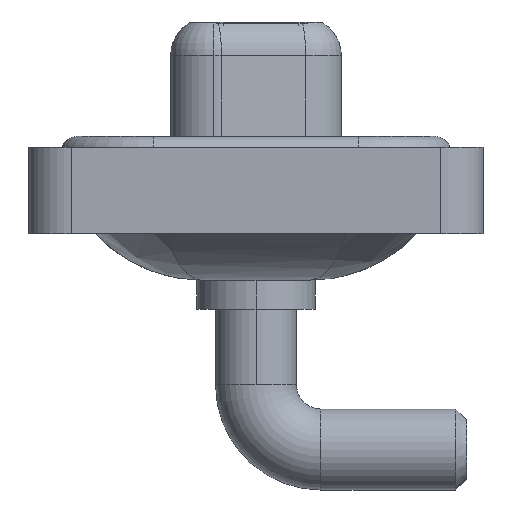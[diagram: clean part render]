
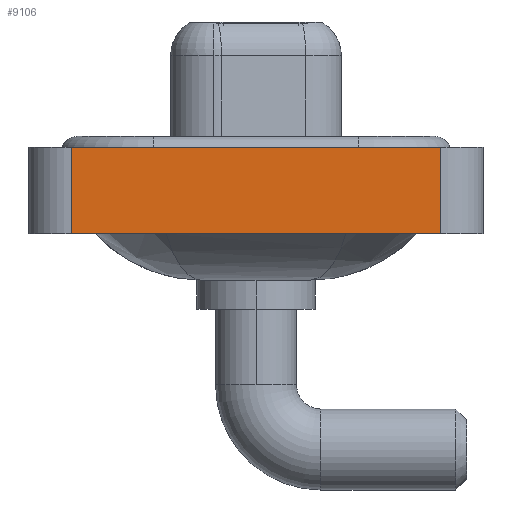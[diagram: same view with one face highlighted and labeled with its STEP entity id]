
A CAD part, left-side view. The second image highlights one B-rep face of the part: STEP entity #9106.
In plain terms, the highlighted planar face has unit normal (-1, 0, 0).
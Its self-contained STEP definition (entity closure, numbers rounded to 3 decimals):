
#137 = EDGE_CURVE ( 'NONE', #1219, #1125, #1001, .T. ) ;
#309 = CARTESIAN_POINT ( 'NONE',  ( -7.25, 8.55, -3.6 ) ) ;
#1001 = LINE ( 'NONE', #2423, #3874 ) ;
#1125 = VERTEX_POINT ( 'NONE', #12095 ) ;
#1219 = VERTEX_POINT ( 'NONE', #309 ) ;
#2250 = EDGE_LOOP ( 'NONE', ( #5690, #6927, #14015, #14835 ) ) ;
#2423 = CARTESIAN_POINT ( 'NONE',  ( -7.25, 8.55, -3.6 ) ) ;
#3352 = CARTESIAN_POINT ( 'NONE',  ( -7.25, -8.55, 0.4 ) ) ;
#3477 = VECTOR ( 'NONE', #6337, 1000. ) ;
#3747 = EDGE_CURVE ( 'NONE', #1125, #8091, #14255, .T. ) ;
#3874 = VECTOR ( 'NONE', #9500, 1000. ) ;
#5252 = EDGE_CURVE ( 'NONE', #1219, #15423, #10618, .T. ) ;
#5690 = ORIENTED_EDGE ( 'NONE', *, *, #9972, .T. ) ;
#6337 = DIRECTION ( 'NONE',  ( 0., 0., 1. ) ) ;
#6464 = PLANE ( 'NONE',  #15144 ) ;
#6927 = ORIENTED_EDGE ( 'NONE', *, *, #3747, .F. ) ;
#7000 = CARTESIAN_POINT ( 'NONE',  ( -7.25, -8.55, -3.6 ) ) ;
#7530 = CARTESIAN_POINT ( 'NONE',  ( -7.25, -8.55, -3.6 ) ) ;
#7885 = DIRECTION ( 'NONE',  ( -1., 0., 0. ) ) ;
#8041 = DIRECTION ( 'NONE',  ( 0., -1., 0. ) ) ;
#8091 = VERTEX_POINT ( 'NONE', #13498 ) ;
#8428 = CARTESIAN_POINT ( 'NONE',  ( -7.25, -8.55, -3.6 ) ) ;
#9106 = ADVANCED_FACE ( 'NONE', ( #12494 ), #6464, .T. ) ;
#9500 = DIRECTION ( 'NONE',  ( 0., 0., 1. ) ) ;
#9972 = EDGE_CURVE ( 'NONE', #15423, #8091, #13825, .T. ) ;
#10154 = VECTOR ( 'NONE', #10694, 1000. ) ;
#10618 = LINE ( 'NONE', #15567, #10154 ) ;
#10694 = DIRECTION ( 'NONE',  ( 0., -1., 0. ) ) ;
#11909 = VECTOR ( 'NONE', #8041, 1000. ) ;
#12095 = CARTESIAN_POINT ( 'NONE',  ( -7.25, 8.55, 0.4 ) ) ;
#12494 = FACE_OUTER_BOUND ( 'NONE', #2250, .T. ) ;
#13498 = CARTESIAN_POINT ( 'NONE',  ( -7.25, -8.55, 0.4 ) ) ;
#13825 = LINE ( 'NONE', #7530, #3477 ) ;
#14015 = ORIENTED_EDGE ( 'NONE', *, *, #137, .F. ) ;
#14255 = LINE ( 'NONE', #3352, #11909 ) ;
#14835 = ORIENTED_EDGE ( 'NONE', *, *, #5252, .T. ) ;
#15144 = AXIS2_PLACEMENT_3D ( 'NONE', #7000, #7885, #15516 ) ;
#15423 = VERTEX_POINT ( 'NONE', #8428 ) ;
#15516 = DIRECTION ( 'NONE',  ( 0., 0., 1. ) ) ;
#15567 = CARTESIAN_POINT ( 'NONE',  ( -7.25, -8.55, -3.6 ) ) ;
